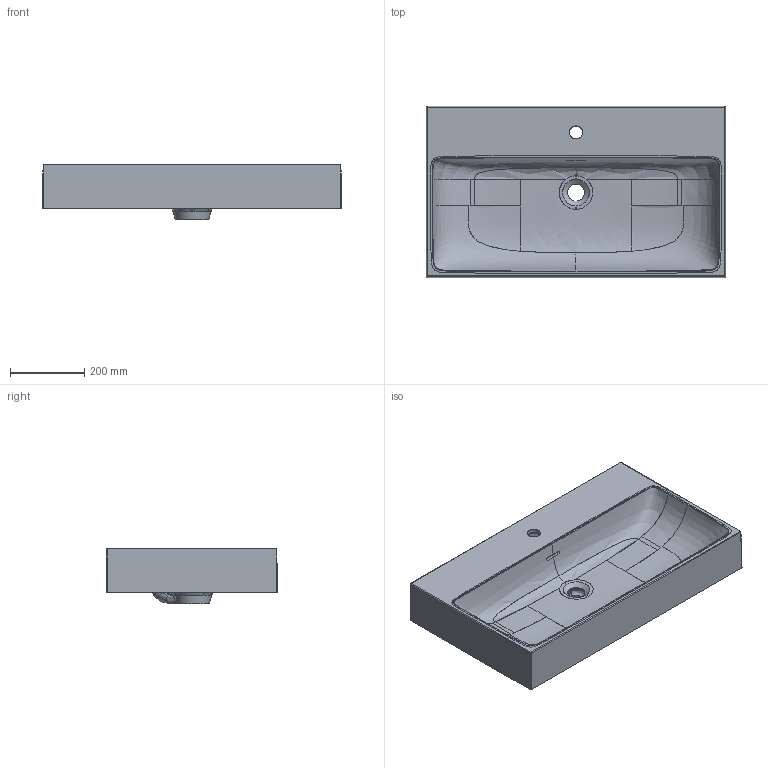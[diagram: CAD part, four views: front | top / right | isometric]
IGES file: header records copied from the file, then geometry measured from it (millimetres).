
Global section: file name: 80_7741_08_11_10_ BELLAGIO 80x46.igs; native system: NX V8.5; preprocessor: SIEMENS PLM Software NX 8.5; date: 20201228.131152; units: millimetre
Bounding box: 805 x 460 x 150 mm (x, y, z)
Surface area: 1422985.3 mm2 (no closed solid volume)
Topology: 0 solids, 0 shells, 277 faces, 2215 edges, 2181 vertices
Faces by surface type: bspline 245, offset 32
